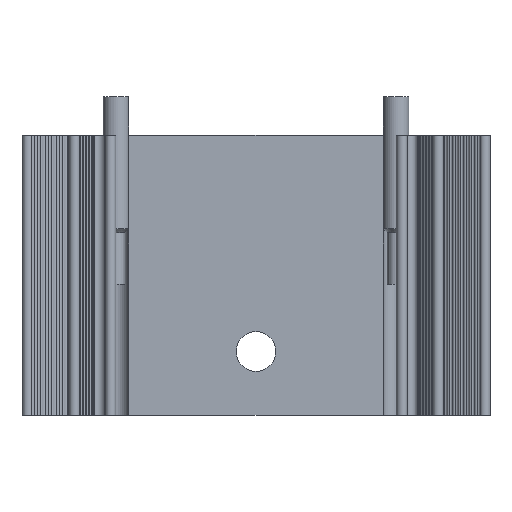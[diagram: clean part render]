
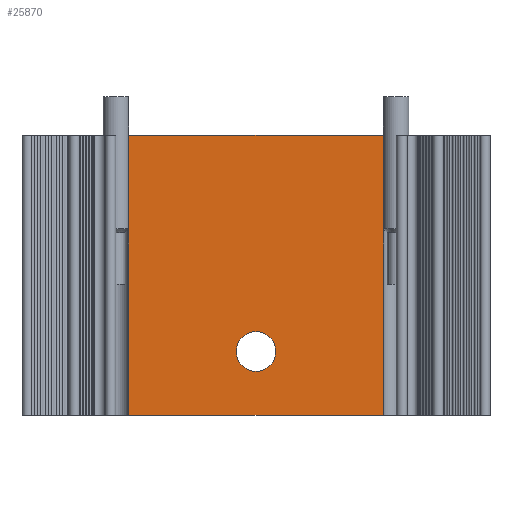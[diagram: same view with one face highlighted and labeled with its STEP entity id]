
A CAD part, front view. The second image highlights one B-rep face of the part: STEP entity #25870.
In plain terms, the highlighted planar face has unit normal (0, -1, 0).
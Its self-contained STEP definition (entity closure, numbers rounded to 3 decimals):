
#600 = EDGE_CURVE ( 'NONE', #15749, #21559, #28741, .T. ) ;
#734 = CARTESIAN_POINT ( 'NONE',  ( 2263.322, 1245.304, 16.9 ) ) ;
#1711 = LINE ( 'NONE', #7713, #14400 ) ;
#2557 = EDGE_LOOP ( 'NONE', ( #16507, #6309 ) ) ;
#3352 = AXIS2_PLACEMENT_3D ( 'NONE', #11454, #29192, #14018 ) ;
#3586 = CARTESIAN_POINT ( 'NONE',  ( 2251.772, 1245.304, 7.6 ) ) ;
#4617 = EDGE_CURVE ( 'NONE', #21559, #26192, #6633, .T. ) ;
#5542 = CARTESIAN_POINT ( 'NONE',  ( 2263.322, 1245.304, 25.4 ) ) ;
#5956 = DIRECTION ( 'NONE',  ( 0., 1., 0. ) ) ;
#6309 = ORIENTED_EDGE ( 'NONE', *, *, #31027, .T. ) ;
#6633 = LINE ( 'NONE', #14317, #26065 ) ;
#6868 = DIRECTION ( 'NONE',  ( 0., 0., -1. ) ) ;
#7065 = CARTESIAN_POINT ( 'NONE',  ( 2251.772, 1245.304, 5.8 ) ) ;
#7713 = CARTESIAN_POINT ( 'NONE',  ( 0., 1245.304, 25.4 ) ) ;
#8717 = CARTESIAN_POINT ( 'NONE',  ( 2263.322, 1245.304, 25.4 ) ) ;
#9145 = CARTESIAN_POINT ( 'NONE',  ( 2240.222, 1245.304, 0. ) ) ;
#9347 = ORIENTED_EDGE ( 'NONE', *, *, #17800, .F. ) ;
#9599 = DIRECTION ( 'NONE',  ( 0., 0., 1. ) ) ;
#10273 = DIRECTION ( 'NONE',  ( 1., 0., 0. ) ) ;
#11079 = EDGE_LOOP ( 'NONE', ( #23853, #9347, #23594, #27427, #27577, #24813 ) ) ;
#11141 = PLANE ( 'NONE',  #17080 ) ;
#11454 = CARTESIAN_POINT ( 'NONE',  ( 2251.772, 1245.304, 5.8 ) ) ;
#11754 = CARTESIAN_POINT ( 'NONE',  ( 2240.222, 1245.304, 25.4 ) ) ;
#12090 = LINE ( 'NONE', #8717, #18050 ) ;
#12909 = CIRCLE ( 'NONE', #22061, 1.8 ) ;
#13091 = CARTESIAN_POINT ( 'NONE',  ( 2240.222, 1245.304, 16.9 ) ) ;
#13711 = DIRECTION ( 'NONE',  ( 0., 0., 1. ) ) ;
#14018 = DIRECTION ( 'NONE',  ( 0., 0., 1. ) ) ;
#14181 = VERTEX_POINT ( 'NONE', #27147 ) ;
#14317 = CARTESIAN_POINT ( 'NONE',  ( 0., 1245.304, 0. ) ) ;
#14400 = VECTOR ( 'NONE', #10273, 1000. ) ;
#15015 = CIRCLE ( 'NONE', #3352, 1.8 ) ;
#15749 = VERTEX_POINT ( 'NONE', #13091 ) ;
#16507 = ORIENTED_EDGE ( 'NONE', *, *, #22057, .T. ) ;
#16996 = CARTESIAN_POINT ( 'NONE',  ( 2240.222, 1245.304, 25.4 ) ) ;
#17080 = AXIS2_PLACEMENT_3D ( 'NONE', #23804, #5956, #13711 ) ;
#17085 = EDGE_CURVE ( 'NONE', #27024, #15749, #19054, .T. ) ;
#17800 = EDGE_CURVE ( 'NONE', #31336, #26192, #20217, .T. ) ;
#18050 = VECTOR ( 'NONE', #21509, 1000. ) ;
#18242 = VECTOR ( 'NONE', #32067, 1000. ) ;
#19054 = LINE ( 'NONE', #29515, #18242 ) ;
#19452 = DIRECTION ( 'NONE',  ( 1., 0., 0. ) ) ;
#20217 = LINE ( 'NONE', #23703, #32061 ) ;
#21509 = DIRECTION ( 'NONE',  ( 0., 0., -1. ) ) ;
#21559 = VERTEX_POINT ( 'NONE', #9145 ) ;
#22044 = VECTOR ( 'NONE', #6868, 1000. ) ;
#22057 = EDGE_CURVE ( 'NONE', #26380, #14181, #15015, .T. ) ;
#22061 = AXIS2_PLACEMENT_3D ( 'NONE', #7065, #24806, #9599 ) ;
#22350 = FACE_OUTER_BOUND ( 'NONE', #11079, .T. ) ;
#23115 = FACE_BOUND ( 'NONE', #2557, .T. ) ;
#23594 = ORIENTED_EDGE ( 'NONE', *, *, #23808, .F. ) ;
#23703 = CARTESIAN_POINT ( 'NONE',  ( 2263.322, 1245.304, 25.4 ) ) ;
#23804 = CARTESIAN_POINT ( 'NONE',  ( 0., 1245.304, 25.4 ) ) ;
#23808 = EDGE_CURVE ( 'NONE', #25250, #31336, #12090, .T. ) ;
#23853 = ORIENTED_EDGE ( 'NONE', *, *, #4617, .T. ) ;
#24806 = DIRECTION ( 'NONE',  ( 0., 1., 0. ) ) ;
#24813 = ORIENTED_EDGE ( 'NONE', *, *, #600, .T. ) ;
#25250 = VERTEX_POINT ( 'NONE', #5542 ) ;
#25695 = EDGE_CURVE ( 'NONE', #27024, #25250, #1711, .T. ) ;
#25870 = ADVANCED_FACE ( 'NONE', ( #23115, #22350 ), #11141, .F. ) ;
#26065 = VECTOR ( 'NONE', #19452, 1000. ) ;
#26192 = VERTEX_POINT ( 'NONE', #28104 ) ;
#26380 = VERTEX_POINT ( 'NONE', #3586 ) ;
#27024 = VERTEX_POINT ( 'NONE', #11754 ) ;
#27147 = CARTESIAN_POINT ( 'NONE',  ( 2251.772, 1245.304, 4. ) ) ;
#27427 = ORIENTED_EDGE ( 'NONE', *, *, #25695, .F. ) ;
#27577 = ORIENTED_EDGE ( 'NONE', *, *, #17085, .T. ) ;
#28104 = CARTESIAN_POINT ( 'NONE',  ( 2263.322, 1245.304, 0. ) ) ;
#28741 = LINE ( 'NONE', #16996, #22044 ) ;
#29192 = DIRECTION ( 'NONE',  ( 0., 1., 0. ) ) ;
#29515 = CARTESIAN_POINT ( 'NONE',  ( 2240.222, 1245.304, 25.4 ) ) ;
#31027 = EDGE_CURVE ( 'NONE', #14181, #26380, #12909, .T. ) ;
#31336 = VERTEX_POINT ( 'NONE', #734 ) ;
#31359 = DIRECTION ( 'NONE',  ( 0., 0., -1. ) ) ;
#32061 = VECTOR ( 'NONE', #31359, 1000. ) ;
#32067 = DIRECTION ( 'NONE',  ( 0., 0., -1. ) ) ;
